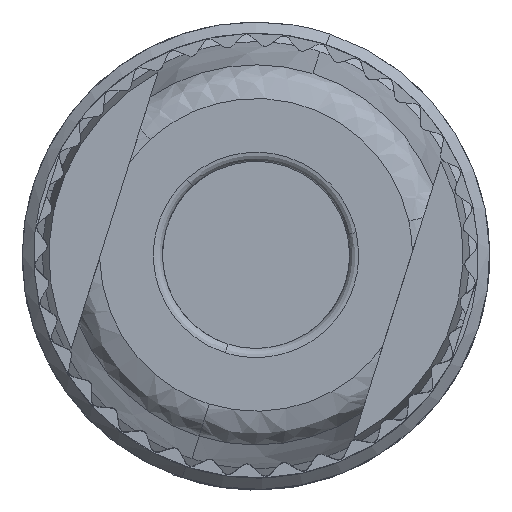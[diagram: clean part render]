
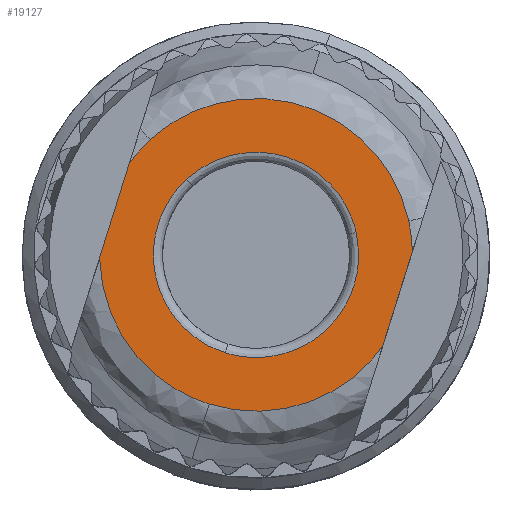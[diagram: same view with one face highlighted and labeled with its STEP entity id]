
A CAD part, top view. The second image highlights one B-rep face of the part: STEP entity #19127.
In plain terms, the highlighted planar face has unit normal (0, 0, 1).
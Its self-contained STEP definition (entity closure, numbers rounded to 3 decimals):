
#19034=AXIS2_PLACEMENT_3D('Plane Axis2P3D',#19031,#19032,#19033) ;
#18761=CARTESIAN_POINT('Vertex',(16.943,11.74,48.9)) ;
#18795=CARTESIAN_POINT('Vertex',(5.613,15.301,48.9)) ;
#18799=CARTESIAN_POINT('Control Point',(16.943,11.74,48.9)) ;
#18800=CARTESIAN_POINT('Control Point',(14.362,23.333,48.9)) ;
#18801=CARTESIAN_POINT('Control Point',(5.613,15.301,48.9)) ;
#18825=CARTESIAN_POINT('Vertex',(17.106,10.385,48.9)) ;
#18828=CARTESIAN_POINT('Line Origine',(16.451,8.301,48.9)) ;
#18832=CARTESIAN_POINT('Vertex',(15.796,6.218,48.9)) ;
#18891=CARTESIAN_POINT('Vertex',(8.194,3.708,48.9)) ;
#18895=CARTESIAN_POINT('Control Point',(8.194,3.708,48.9)) ;
#18896=CARTESIAN_POINT('Control Point',(12.897,2.23,48.9)) ;
#18897=CARTESIAN_POINT('Control Point',(15.796,6.218,48.9)) ;
#18917=CARTESIAN_POINT('Control Point',(3.394,10.115,48.9)) ;
#18918=CARTESIAN_POINT('Control Point',(3.491,5.187,48.9)) ;
#18919=CARTESIAN_POINT('Control Point',(8.194,3.708,48.9)) ;
#18920=CARTESIAN_POINT('Vertex',(3.394,10.115,48.9)) ;
#18949=CARTESIAN_POINT('Line Origine',(4.049,12.199,48.9)) ;
#18953=CARTESIAN_POINT('Vertex',(4.704,14.282,48.9)) ;
#19000=CARTESIAN_POINT('Control Point',(17.106,10.385,48.9)) ;
#19001=CARTESIAN_POINT('Control Point',(17.092,11.071,48.9)) ;
#19002=CARTESIAN_POINT('Control Point',(16.943,11.74,48.9)) ;
#19021=CARTESIAN_POINT('Control Point',(5.613,15.301,48.9)) ;
#19022=CARTESIAN_POINT('Control Point',(5.107,14.837,48.9)) ;
#19023=CARTESIAN_POINT('Control Point',(4.704,14.282,48.9)) ;
#19031=CARTESIAN_POINT('Axis2P3D Location',(5.451,19.994,48.9)) ;
#19046=CARTESIAN_POINT('Control Point',(8.901,5.957,48.9)) ;
#19047=CARTESIAN_POINT('Control Point',(8.504,6.082,48.9)) ;
#19048=CARTESIAN_POINT('Control Point',(8.122,6.252,48.9)) ;
#19049=CARTESIAN_POINT('Control Point',(7.761,6.466,48.9)) ;
#19050=CARTESIAN_POINT('Control Point',(7.096,6.974,48.9)) ;
#19051=CARTESIAN_POINT('Control Point',(6.563,7.619,48.9)) ;
#19052=CARTESIAN_POINT('Control Point',(6.336,7.972,48.9)) ;
#19053=CARTESIAN_POINT('Control Point',(5.966,8.722,48.9)) ;
#19054=CARTESIAN_POINT('Control Point',(5.777,9.538,48.9)) ;
#19055=CARTESIAN_POINT('Control Point',(5.731,9.955,48.9)) ;
#19056=CARTESIAN_POINT('Control Point',(5.734,10.792,48.9)) ;
#19057=CARTESIAN_POINT('Control Point',(5.929,11.606,48.9)) ;
#19058=CARTESIAN_POINT('Control Point',(6.073,12.,48.9)) ;
#19059=CARTESIAN_POINT('Control Point',(6.361,12.573,48.9)) ;
#19060=CARTESIAN_POINT('Control Point',(6.744,13.085,48.9)) ;
#19061=CARTESIAN_POINT('Control Point',(6.889,13.254,48.9)) ;
#19062=CARTESIAN_POINT('Control Point',(7.043,13.415,48.9)) ;
#19063=CARTESIAN_POINT('Control Point',(7.207,13.565,48.9)) ;
#19064=CARTESIAN_POINT('Vertex',(8.901,5.957,48.9)) ;
#19066=CARTESIAN_POINT('Vertex',(7.207,13.565,48.9)) ;
#19070=CARTESIAN_POINT('Control Point',(7.207,13.565,48.9)) ;
#19071=CARTESIAN_POINT('Control Point',(7.349,13.696,48.9)) ;
#19072=CARTESIAN_POINT('Control Point',(7.499,13.819,48.9)) ;
#19073=CARTESIAN_POINT('Control Point',(7.655,13.934,48.9)) ;
#19074=CARTESIAN_POINT('Control Point',(8.165,14.269,48.9)) ;
#19075=CARTESIAN_POINT('Control Point',(8.727,14.515,48.9)) ;
#19076=CARTESIAN_POINT('Control Point',(9.128,14.638,48.9)) ;
#19077=CARTESIAN_POINT('Control Point',(9.869,14.773,48.9)) ;
#19078=CARTESIAN_POINT('Control Point',(10.621,14.753,48.9)) ;
#19079=CARTESIAN_POINT('Control Point',(10.954,14.713,48.9)) ;
#19080=CARTESIAN_POINT('Control Point',(11.281,14.643,48.9)) ;
#19081=CARTESIAN_POINT('Control Point',(11.599,14.543,48.9)) ;
#19082=CARTESIAN_POINT('Vertex',(11.599,14.543,48.9)) ;
#19086=CARTESIAN_POINT('Control Point',(11.599,14.543,48.9)) ;
#19087=CARTESIAN_POINT('Control Point',(11.996,14.418,48.9)) ;
#19088=CARTESIAN_POINT('Control Point',(12.378,14.248,48.9)) ;
#19089=CARTESIAN_POINT('Control Point',(12.739,14.034,48.9)) ;
#19090=CARTESIAN_POINT('Control Point',(13.404,13.526,48.9)) ;
#19091=CARTESIAN_POINT('Control Point',(13.937,12.881,48.9)) ;
#19092=CARTESIAN_POINT('Control Point',(14.164,12.528,48.9)) ;
#19093=CARTESIAN_POINT('Control Point',(14.398,12.053,48.9)) ;
#19094=CARTESIAN_POINT('Control Point',(14.56,11.551,48.9)) ;
#19095=CARTESIAN_POINT('Control Point',(14.591,11.444,48.9)) ;
#19096=CARTESIAN_POINT('Control Point',(14.618,11.336,48.9)) ;
#19097=CARTESIAN_POINT('Control Point',(14.642,11.228,48.9)) ;
#19098=CARTESIAN_POINT('Vertex',(14.642,11.228,48.9)) ;
#19102=CARTESIAN_POINT('Control Point',(14.642,11.228,48.9)) ;
#19103=CARTESIAN_POINT('Control Point',(14.709,10.931,48.9)) ;
#19104=CARTESIAN_POINT('Control Point',(14.75,10.628,48.9)) ;
#19105=CARTESIAN_POINT('Control Point',(14.765,10.322,48.9)) ;
#19106=CARTESIAN_POINT('Control Point',(14.74,9.6,48.9)) ;
#19107=CARTESIAN_POINT('Control Point',(14.571,8.894,48.9)) ;
#19108=CARTESIAN_POINT('Control Point',(14.427,8.5,48.9)) ;
#19109=CARTESIAN_POINT('Control Point',(14.051,7.753,48.9)) ;
#19110=CARTESIAN_POINT('Control Point',(13.514,7.111,48.9)) ;
#19111=CARTESIAN_POINT('Control Point',(13.21,6.822,48.9)) ;
#19112=CARTESIAN_POINT('Control Point',(12.54,6.321,48.9)) ;
#19113=CARTESIAN_POINT('Control Point',(11.773,5.985,48.9)) ;
#19114=CARTESIAN_POINT('Control Point',(11.372,5.862,48.9)) ;
#19115=CARTESIAN_POINT('Control Point',(10.631,5.727,48.9)) ;
#19116=CARTESIAN_POINT('Control Point',(9.879,5.747,48.9)) ;
#19117=CARTESIAN_POINT('Control Point',(9.546,5.787,48.9)) ;
#19118=CARTESIAN_POINT('Control Point',(9.219,5.857,48.9)) ;
#19119=CARTESIAN_POINT('Control Point',(8.901,5.957,48.9)) ;
#18829=DIRECTION('Vector Direction',(0.3,0.954,0.)) ;
#18950=DIRECTION('Vector Direction',(-0.3,-0.954,0.)) ;
#19032=DIRECTION('Axis2P3D Direction',(0.,0.,1.)) ;
#19033=DIRECTION('Axis2P3D XDirection',(-0.3,-0.954,0.)) ;
#18830=VECTOR('Line Direction',#18829,1.) ;
#18951=VECTOR('Line Direction',#18950,1.) ;
#19037=ORIENTED_EDGE('',*,*,#18955,.T.) ;
#19038=ORIENTED_EDGE('',*,*,#18922,.T.) ;
#19039=ORIENTED_EDGE('',*,*,#18898,.T.) ;
#19040=ORIENTED_EDGE('',*,*,#18834,.T.) ;
#19041=ORIENTED_EDGE('',*,*,#19003,.T.) ;
#19042=ORIENTED_EDGE('',*,*,#18802,.T.) ;
#19043=ORIENTED_EDGE('',*,*,#19024,.T.) ;
#19122=ORIENTED_EDGE('',*,*,#19068,.T.) ;
#19123=ORIENTED_EDGE('',*,*,#19084,.T.) ;
#19124=ORIENTED_EDGE('',*,*,#19100,.T.) ;
#19125=ORIENTED_EDGE('',*,*,#19120,.T.) ;
#19126=FACE_BOUND('',#19121,.T.) ;
#19127=ADVANCED_FACE('Hauptkoerper',(#19044,#19126),#19035,.T.) ;
#19045=B_SPLINE_CURVE_WITH_KNOTS('',5,(#19046,#19047,#19048,#19049,#19050,#19051,#19052,#19053,#19054,#19055,#19056,#19057,#19058,#19059,#19060,#19061,#19062,#19063),.UNSPECIFIED.,.F.,.U.,(6,3,3,3,3,6),(0.,2.939,5.879,8.818,11.757,13.329),.UNSPECIFIED.) ;
#19069=B_SPLINE_CURVE_WITH_KNOTS('',5,(#19070,#19071,#19072,#19073,#19074,#19075,#19076,#19077,#19078,#19079,#19080,#19081),.UNSPECIFIED.,.F.,.U.,(6,3,3,6),(13.329,14.697,17.636,19.993),.UNSPECIFIED.) ;
#19085=B_SPLINE_CURVE_WITH_KNOTS('',5,(#19086,#19087,#19088,#19089,#19090,#19091,#19092,#19093,#19094,#19095,#19096,#19097),.UNSPECIFIED.,.F.,.U.,(6,3,3,6),(0.,2.939,5.879,6.664),.UNSPECIFIED.) ;
#19101=B_SPLINE_CURVE_WITH_KNOTS('',5,(#19102,#19103,#19104,#19105,#19106,#19107,#19108,#19109,#19110,#19111,#19112,#19113,#19114,#19115,#19116,#19117,#19118,#19119),.UNSPECIFIED.,.F.,.U.,(6,3,3,3,3,6),(6.664,8.818,11.757,14.697,17.636,19.993),.UNSPECIFIED.) ;
#18802=EDGE_CURVE('',#18762,#18796,#18798,.T.) ;
#18834=EDGE_CURVE('',#18833,#18826,#18831,.T.) ;
#18898=EDGE_CURVE('',#18892,#18833,#18894,.T.) ;
#18922=EDGE_CURVE('',#18921,#18892,#18916,.T.) ;
#18955=EDGE_CURVE('',#18954,#18921,#18952,.T.) ;
#19003=EDGE_CURVE('',#18826,#18762,#18999,.T.) ;
#19024=EDGE_CURVE('',#18796,#18954,#19020,.T.) ;
#19068=EDGE_CURVE('',#19065,#19067,#19045,.T.) ;
#19084=EDGE_CURVE('',#19067,#19083,#19069,.T.) ;
#19100=EDGE_CURVE('',#19083,#19099,#19085,.T.) ;
#19120=EDGE_CURVE('',#19099,#19065,#19101,.T.) ;
#19036=EDGE_LOOP('',(#19037,#19038,#19039,#19040,#19041,#19042,#19043)) ;
#19121=EDGE_LOOP('',(#19122,#19123,#19124,#19125)) ;
#19044=FACE_OUTER_BOUND('',#19036,.T.) ;
#18831=LINE('Line',#18828,#18830) ;
#18952=LINE('Line',#18949,#18951) ;
#19035=PLANE('',#19034) ;
#18762=VERTEX_POINT('',#18761) ;
#18796=VERTEX_POINT('',#18795) ;
#18826=VERTEX_POINT('',#18825) ;
#18833=VERTEX_POINT('',#18832) ;
#18892=VERTEX_POINT('',#18891) ;
#18921=VERTEX_POINT('',#18920) ;
#18954=VERTEX_POINT('',#18953) ;
#19065=VERTEX_POINT('',#19064) ;
#19067=VERTEX_POINT('',#19066) ;
#19083=VERTEX_POINT('',#19082) ;
#19099=VERTEX_POINT('',#19098) ;
#18798=(BOUNDED_CURVE()B_SPLINE_CURVE(2,(#18799,#18800,#18801),.UNSPECIFIED.,.F.,.U.)B_SPLINE_CURVE_WITH_KNOTS((3,3),(26.781,53.562),.UNSPECIFIED.)CURVE()GEOMETRIC_REPRESENTATION_ITEM()RATIONAL_B_SPLINE_CURVE((1.,0.5,1.))REPRESENTATION_ITEM('')) ;
#18894=(BOUNDED_CURVE()B_SPLINE_CURVE(2,(#18895,#18896,#18897),.UNSPECIFIED.,.F.,.U.)B_SPLINE_CURVE_WITH_KNOTS((3,3),(0.,15.711),.UNSPECIFIED.)CURVE()GEOMETRIC_REPRESENTATION_ITEM()RATIONAL_B_SPLINE_CURVE((1.,0.707,0.758))REPRESENTATION_ITEM('')) ;
#18916=(BOUNDED_CURVE()B_SPLINE_CURVE(2,(#18917,#18918,#18919),.UNSPECIFIED.,.F.,.U.)B_SPLINE_CURVE_WITH_KNOTS((3,3),(64.632,80.343),.UNSPECIFIED.)CURVE()GEOMETRIC_REPRESENTATION_ITEM()RATIONAL_B_SPLINE_CURVE((0.758,0.707,1.))REPRESENTATION_ITEM('')) ;
#18999=(BOUNDED_CURVE()B_SPLINE_CURVE(2,(#19000,#19001,#19002),.UNSPECIFIED.,.F.,.U.)B_SPLINE_CURVE_WITH_KNOTS((3,3),(23.856,26.781),.UNSPECIFIED.)CURVE()GEOMETRIC_REPRESENTATION_ITEM()RATIONAL_B_SPLINE_CURVE((0.903,0.945,1.))REPRESENTATION_ITEM('')) ;
#19020=(BOUNDED_CURVE()B_SPLINE_CURVE(2,(#19021,#19022,#19023),.UNSPECIFIED.,.F.,.U.)B_SPLINE_CURVE_WITH_KNOTS((3,3),(53.562,56.487),.UNSPECIFIED.)CURVE()GEOMETRIC_REPRESENTATION_ITEM()RATIONAL_B_SPLINE_CURVE((1.,0.945,0.903))REPRESENTATION_ITEM('')) ;
